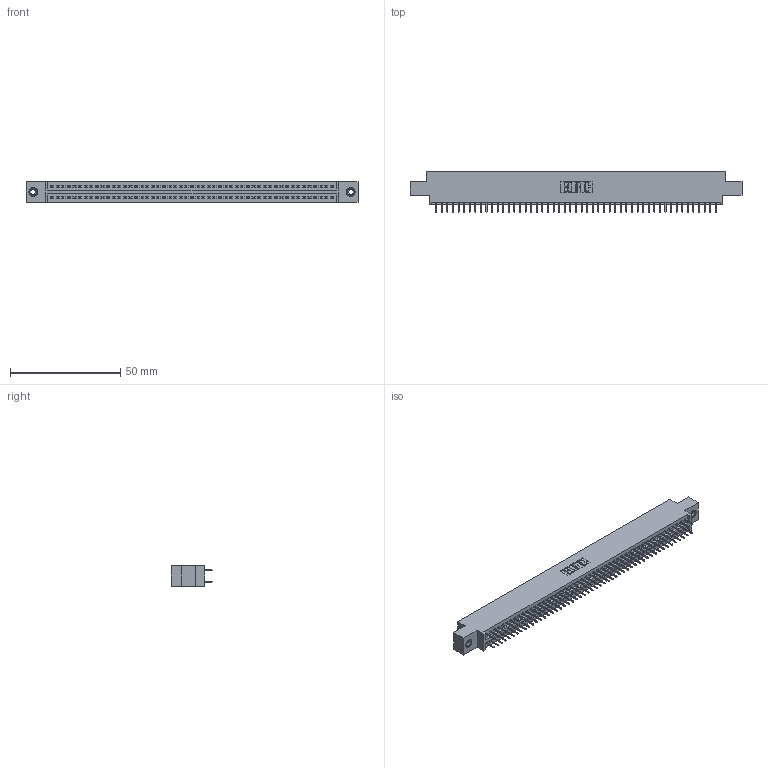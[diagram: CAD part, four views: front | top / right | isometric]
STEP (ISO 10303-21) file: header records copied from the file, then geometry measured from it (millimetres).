
FILE_DESCRIPTION (( 'STEP AP203' ), '1' );
FILE_NAME ('845-102-525-808.STEP', '2020-09-24T05:27:24', ( '' ), ( '' ), 'SwSTEP 2.0', 'SolidWorks 2020', '' );
FILE_SCHEMA (( 'CONFIG_CONTROL_DESIGN' ));
Length unit declared in the file: inch
Products named in the file (4): 345-250-001_345-250-003-102; 345-292-001_345-293-125; 845-102-525-808; 845 Part_0.170 Offset - 0.156 Dia-TI
Assembly tree (105 placements, depth 2):
  845-102-525-808
    845 Part_0.170 Offset - 0.156 Dia-TI
    345-292-001_345-293-125  x102
    345-250-001_345-250-003-102  x2
Bounding box: 150.75 x 18.72 x 9.4 mm (x, y, z)
Volume: 14439.7 mm3; surface area: 21169.5 mm2
Topology: 105 solids, 105 shells, 5698 faces, 16095 edges, 10314 vertices
Faces by surface type: plane 4094, cylinder 1588, cone 12, torus 4
Entity records: 40196 total; most frequent: CARTESIAN_POINT 6711, ORIENTED_EDGE 6638, DIRECTION 5933, EDGE_CURVE 3319, LINE 2967, VECTOR 2967, VERTEX_POINT 2204, AXIS2_PLACEMENT_3D 1483
